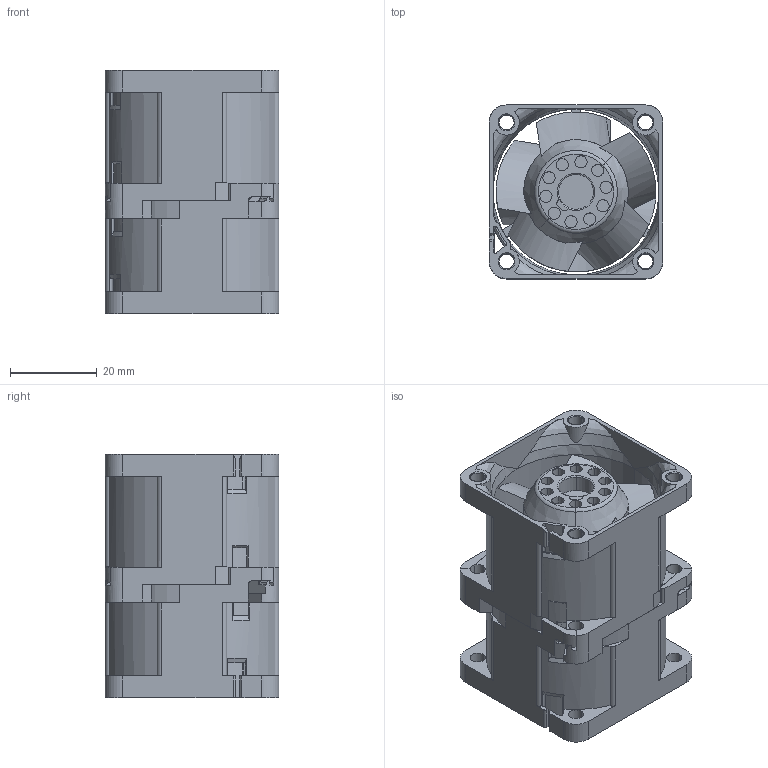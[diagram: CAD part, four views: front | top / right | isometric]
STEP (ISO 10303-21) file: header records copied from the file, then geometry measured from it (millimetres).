
FILE_DESCRIPTION (( 'STEP AP203' ), '1' );
FILE_NAME ('GFC0412DS-SM06(DUMMY).STEP', '2016-09-26T06:32:20', ( 'Delta' ), ( '' ), 'SwSTEP 2.0', 'SolidWorks 2011', '' );
FILE_SCHEMA (( 'CONFIG_CONTROL_DESIGN' ));
Length unit declared in the file: millimetre
Products named in the file (5): GFC0412DS-SM06(DUMMY); Impeller_Front(DUMMY); 4103072100(DUMMY)_rear_impeller; 4102092600(DUMMY); 4102092700(DUMMY)
Assembly tree (4 placements, depth 2):
  GFC0412DS-SM06(DUMMY)
    4102092600(DUMMY)
    Impeller_Front(DUMMY)
    4103072100(DUMMY)_rear_impeller
    4102092700(DUMMY)
Bounding box: 40 x 40 x 56 mm (x, y, z)
Volume: 36341.8 mm3; surface area: 30006.4 mm2
Topology: 4 solids, 4 shells, 538 faces, 1605 edges, 1076 vertices
Faces by surface type: plane 254, cylinder 191, bspline 73, cone 16, torus 4
Entity records: 22658 total; most frequent: CARTESIAN_POINT 8470, ORIENTED_EDGE 3206, DIRECTION 2478, EDGE_CURVE 1603, VERTEX_POINT 1076, AXIS2_PLACEMENT_3D 876, VECTOR 726, LINE 726
